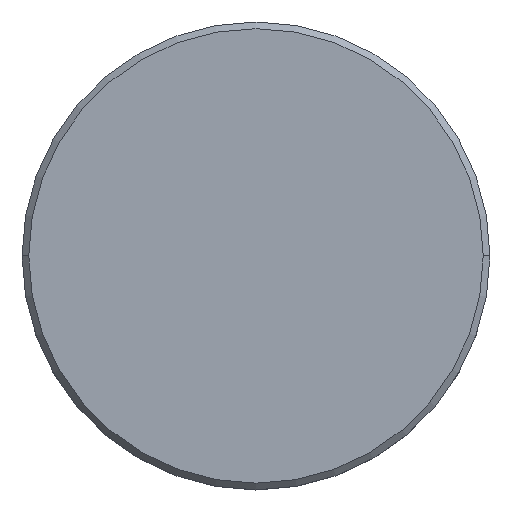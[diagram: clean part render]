
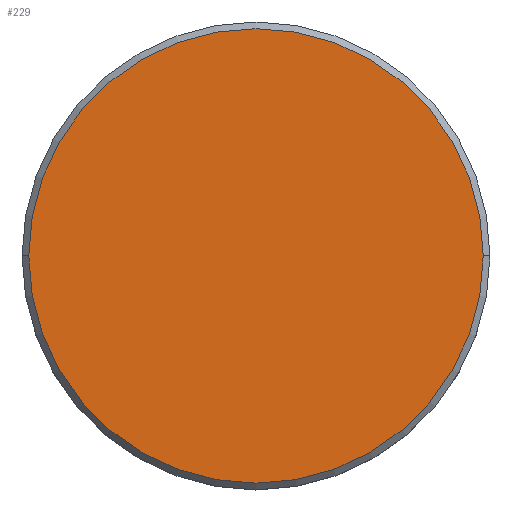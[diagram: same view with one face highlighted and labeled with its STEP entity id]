
A CAD part, top view. The second image highlights one B-rep face of the part: STEP entity #229.
In plain terms, the highlighted planar face has unit normal (0, 0, 1).
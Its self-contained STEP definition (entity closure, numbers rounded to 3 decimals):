
#111 = ORIENTED_EDGE ( 'NONE', *, *, #679, .T. ) ;
#165 = AXIS2_PLACEMENT_3D ( 'NONE', #955, #304, #329 ) ;
#202 = FACE_OUTER_BOUND ( 'NONE', #893, .T. ) ;
#229 = ADVANCED_FACE ( 'NONE', ( #202 ), #1130, .T. ) ;
#262 = ORIENTED_EDGE ( 'NONE', *, *, #424, .T. ) ;
#304 = DIRECTION ( 'NONE',  ( 0., 0., 1. ) ) ;
#312 = CARTESIAN_POINT ( 'NONE',  ( 0., 0., 0. ) ) ;
#329 = DIRECTION ( 'NONE',  ( 1., 0., 0. ) ) ;
#381 = CIRCLE ( 'NONE', #924, 17. ) ;
#424 = EDGE_CURVE ( 'NONE', #1102, #1083, #381, .T. ) ;
#437 = CARTESIAN_POINT ( 'NONE',  ( 17., 0., 0. ) ) ;
#579 = DIRECTION ( 'NONE',  ( 0., 0., 1. ) ) ;
#594 = CARTESIAN_POINT ( 'NONE',  ( 0., 0., 0. ) ) ;
#675 = CIRCLE ( 'NONE', #738, 17. ) ;
#679 = EDGE_CURVE ( 'NONE', #1083, #1102, #675, .T. ) ;
#738 = AXIS2_PLACEMENT_3D ( 'NONE', #312, #579, #953 ) ;
#883 = CARTESIAN_POINT ( 'NONE',  ( -17., 0., 0. ) ) ;
#893 = EDGE_LOOP ( 'NONE', ( #111, #262 ) ) ;
#908 = DIRECTION ( 'NONE',  ( 0., 0., 1. ) ) ;
#924 = AXIS2_PLACEMENT_3D ( 'NONE', #594, #908, #1182 ) ;
#953 = DIRECTION ( 'NONE',  ( 1., 0., 0. ) ) ;
#955 = CARTESIAN_POINT ( 'NONE',  ( 0., 0., 0. ) ) ;
#1083 = VERTEX_POINT ( 'NONE', #883 ) ;
#1102 = VERTEX_POINT ( 'NONE', #437 ) ;
#1130 = PLANE ( 'NONE',  #165 ) ;
#1182 = DIRECTION ( 'NONE',  ( 1., 0., 0. ) ) ;
